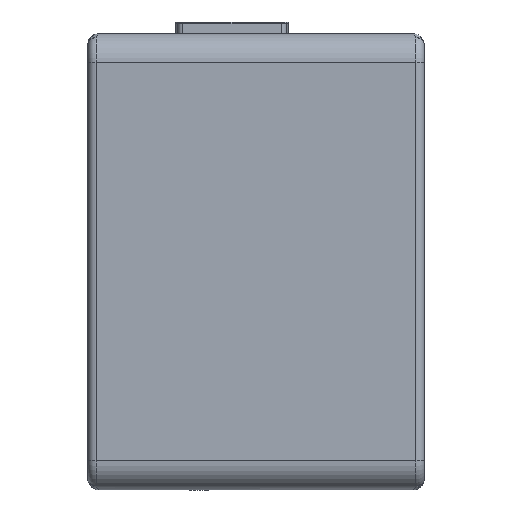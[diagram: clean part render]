
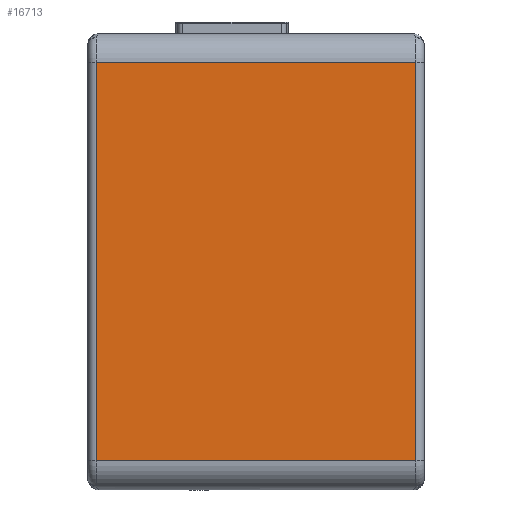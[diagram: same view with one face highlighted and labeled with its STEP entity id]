
A CAD part, front view. The second image highlights one B-rep face of the part: STEP entity #16713.
In plain terms, the highlighted planar face has unit normal (0, -1, 0).
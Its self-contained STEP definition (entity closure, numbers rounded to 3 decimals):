
#993 = CARTESIAN_POINT ( 'NONE',  ( 112., 0., 20. ) ) ;
#1391 = DIRECTION ( 'NONE',  ( -1., 0., 0. ) ) ;
#2936 = VERTEX_POINT ( 'NONE', #993 ) ;
#2971 = FACE_OUTER_BOUND ( 'NONE', #27310, .T. ) ;
#3157 = CARTESIAN_POINT ( 'NONE',  ( 112., 0., 10. ) ) ;
#3306 = VERTEX_POINT ( 'NONE', #20307 ) ;
#5406 = PLANE ( 'NONE',  #32141 ) ;
#5407 = LINE ( 'NONE', #23304, #29524 ) ;
#5421 = CARTESIAN_POINT ( 'NONE',  ( 112., 0., 156. ) ) ;
#5742 = ORIENTED_EDGE ( 'NONE', *, *, #29531, .T. ) ;
#6043 = LINE ( 'NONE', #3157, #24296 ) ;
#6405 = CARTESIAN_POINT ( 'NONE',  ( 0., 0., 156. ) ) ;
#6939 = VERTEX_POINT ( 'NONE', #5421 ) ;
#7606 = EDGE_CURVE ( 'NONE', #6939, #18400, #14305, .T. ) ;
#7899 = DIRECTION ( 'NONE',  ( 0., 0., -1. ) ) ;
#8166 = DIRECTION ( 'NONE',  ( 0., 0., 1. ) ) ;
#9248 = ORIENTED_EDGE ( 'NONE', *, *, #15111, .T. ) ;
#12772 = CARTESIAN_POINT ( 'NONE',  ( 0., 0., 10. ) ) ;
#13348 = ORIENTED_EDGE ( 'NONE', *, *, #24754, .T. ) ;
#13414 = DIRECTION ( 'NONE',  ( 1., 0., 0. ) ) ;
#14305 = LINE ( 'NONE', #6405, #29121 ) ;
#15111 = EDGE_CURVE ( 'NONE', #3306, #2936, #5407, .T. ) ;
#16460 = VECTOR ( 'NONE', #23884, 1000. ) ;
#16713 = ADVANCED_FACE ( 'NONE', ( #2971 ), #5406, .T. ) ;
#17106 = CARTESIAN_POINT ( 'NONE',  ( 3., 0., 156. ) ) ;
#17264 = ORIENTED_EDGE ( 'NONE', *, *, #7606, .T. ) ;
#18400 = VERTEX_POINT ( 'NONE', #17106 ) ;
#18777 = CARTESIAN_POINT ( 'NONE',  ( 3., 0., 10. ) ) ;
#20307 = CARTESIAN_POINT ( 'NONE',  ( 3., 0., 20. ) ) ;
#22787 = DIRECTION ( 'NONE',  ( 0., -1., 0. ) ) ;
#23075 = LINE ( 'NONE', #18777, #16460 ) ;
#23304 = CARTESIAN_POINT ( 'NONE',  ( 0., 0., 20. ) ) ;
#23884 = DIRECTION ( 'NONE',  ( 0., 0., -1. ) ) ;
#24296 = VECTOR ( 'NONE', #8166, 1000. ) ;
#24754 = EDGE_CURVE ( 'NONE', #2936, #6939, #6043, .T. ) ;
#27310 = EDGE_LOOP ( 'NONE', ( #5742, #9248, #13348, #17264 ) ) ;
#29121 = VECTOR ( 'NONE', #1391, 1000. ) ;
#29524 = VECTOR ( 'NONE', #13414, 1000. ) ;
#29531 = EDGE_CURVE ( 'NONE', #18400, #3306, #23075, .T. ) ;
#32141 = AXIS2_PLACEMENT_3D ( 'NONE', #12772, #22787, #7899 ) ;
